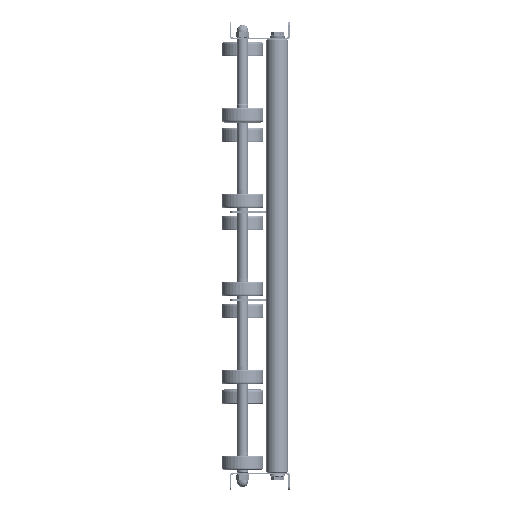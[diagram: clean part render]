
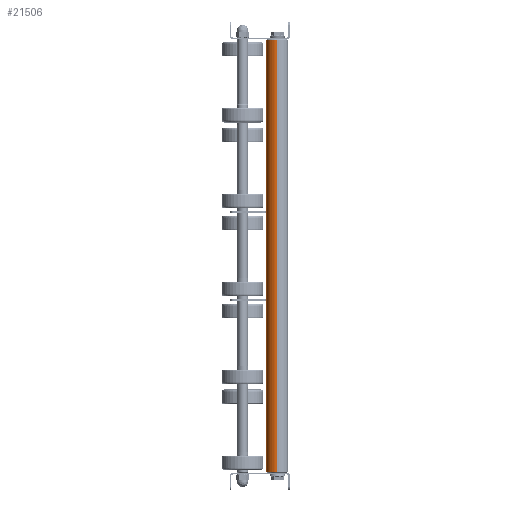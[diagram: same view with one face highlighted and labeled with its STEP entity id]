
A CAD part, left-side view. The second image highlights one B-rep face of the part: STEP entity #21506.
In plain terms, the highlighted cylindrical face has radius 12.5 mm (diameter 25 mm), a partial arc.
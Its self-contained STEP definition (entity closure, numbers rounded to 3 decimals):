
#1529 = CARTESIAN_POINT ( 'NONE',  ( 500., 0., 12.5 ) ) ;
#1890 = DIRECTION ( 'NONE',  ( -1., 0., 0. ) ) ;
#3211 = CIRCLE ( 'NONE', #36052, 12.5 ) ;
#4303 = VERTEX_POINT ( 'NONE', #11562 ) ;
#6366 = ORIENTED_EDGE ( 'NONE', *, *, #50303, .T. ) ;
#6849 = VERTEX_POINT ( 'NONE', #50990 ) ;
#7594 = EDGE_LOOP ( 'NONE', ( #9113, #6366, #47256, #20489 ) ) ;
#9113 = ORIENTED_EDGE ( 'NONE', *, *, #37692, .T. ) ;
#11562 = CARTESIAN_POINT ( 'NONE',  ( 1., 0., -12.5 ) ) ;
#13386 = DIRECTION ( 'NONE',  ( 0., 0., -1. ) ) ;
#16983 = DIRECTION ( 'NONE',  ( -1., 0., 0. ) ) ;
#17252 = AXIS2_PLACEMENT_3D ( 'NONE', #50425, #34459, #13386 ) ;
#17335 = CYLINDRICAL_SURFACE ( 'NONE', #43591, 12.5 ) ;
#18246 = CARTESIAN_POINT ( 'NONE',  ( 1., 0., 12.5 ) ) ;
#19978 = EDGE_CURVE ( 'NONE', #6849, #43762, #22122, .T. ) ;
#20489 = ORIENTED_EDGE ( 'NONE', *, *, #19978, .F. ) ;
#21409 = CARTESIAN_POINT ( 'NONE',  ( 500., 0., 0. ) ) ;
#21506 = ADVANCED_FACE ( 'NONE', ( #42731 ), #17335, .T. ) ;
#22122 = LINE ( 'NONE', #1529, #27012 ) ;
#24441 = DIRECTION ( 'NONE',  ( -1., 0., 0. ) ) ;
#24673 = CARTESIAN_POINT ( 'NONE',  ( 499., 0., 0. ) ) ;
#25258 = EDGE_CURVE ( 'NONE', #4303, #43762, #32801, .T. ) ;
#25725 = DIRECTION ( 'NONE',  ( 0., 0., 1. ) ) ;
#26461 = CARTESIAN_POINT ( 'NONE',  ( 499., 0., -12.5 ) ) ;
#27012 = VECTOR ( 'NONE', #16983, 1000. ) ;
#29019 = CARTESIAN_POINT ( 'NONE',  ( 500., 0., -12.5 ) ) ;
#32104 = VERTEX_POINT ( 'NONE', #26461 ) ;
#32801 = CIRCLE ( 'NONE', #17252, 12.5 ) ;
#34459 = DIRECTION ( 'NONE',  ( 1., 0., 0. ) ) ;
#36052 = AXIS2_PLACEMENT_3D ( 'NONE', #24673, #40869, #36824 ) ;
#36824 = DIRECTION ( 'NONE',  ( 0., 0., -1. ) ) ;
#37692 = EDGE_CURVE ( 'NONE', #6849, #32104, #3211, .T. ) ;
#40638 = LINE ( 'NONE', #29019, #47140 ) ;
#40869 = DIRECTION ( 'NONE',  ( -1., 0., 0. ) ) ;
#42731 = FACE_OUTER_BOUND ( 'NONE', #7594, .T. ) ;
#43591 = AXIS2_PLACEMENT_3D ( 'NONE', #21409, #1890, #25725 ) ;
#43762 = VERTEX_POINT ( 'NONE', #18246 ) ;
#47140 = VECTOR ( 'NONE', #24441, 1000. ) ;
#47256 = ORIENTED_EDGE ( 'NONE', *, *, #25258, .T. ) ;
#50303 = EDGE_CURVE ( 'NONE', #32104, #4303, #40638, .T. ) ;
#50425 = CARTESIAN_POINT ( 'NONE',  ( 1., 0., 0. ) ) ;
#50990 = CARTESIAN_POINT ( 'NONE',  ( 499., 0., 12.5 ) ) ;
